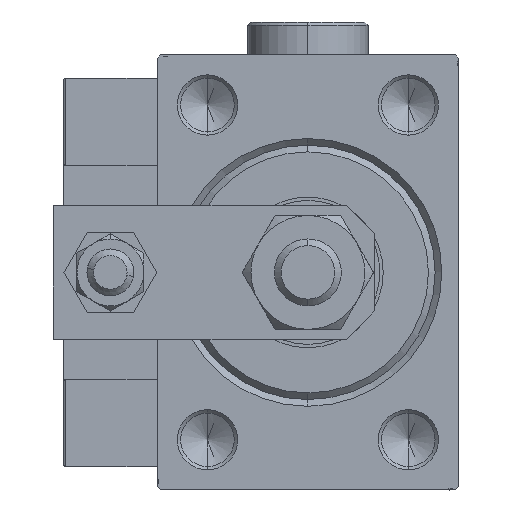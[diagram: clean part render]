
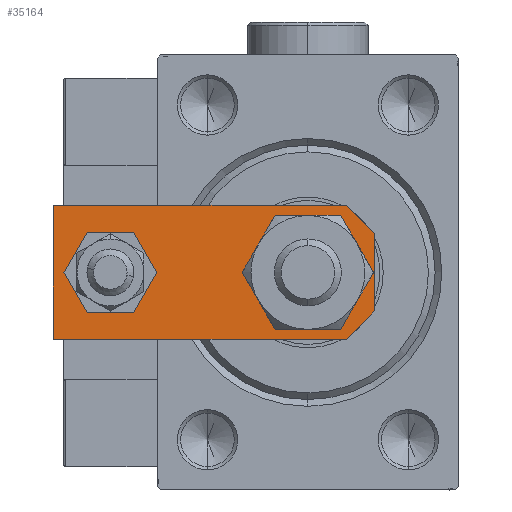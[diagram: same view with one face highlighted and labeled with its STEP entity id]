
A CAD part, left-side view. The second image highlights one B-rep face of the part: STEP entity #35164.
In plain terms, the highlighted face is planar.
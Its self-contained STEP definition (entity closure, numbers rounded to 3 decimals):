
#84 = VERTEX_POINT ( 'NONE', #51799 ) ;
#400 = VERTEX_POINT ( 'NONE', #22023 ) ;
#529 = EDGE_CURVE ( 'NONE', #40407, #34423, #27392, .T. ) ;
#1292 = CIRCLE ( 'NONE', #16217, 4. ) ;
#1665 = FACE_BOUND ( 'NONE', #25547, .T. ) ;
#3661 = VERTEX_POINT ( 'NONE', #36690 ) ;
#4133 = DIRECTION ( 'NONE',  ( 1., 0., 0. ) ) ;
#4975 = ORIENTED_EDGE ( 'NONE', *, *, #20765, .F. ) ;
#5028 = EDGE_CURVE ( 'NONE', #44039, #84, #40237, .T. ) ;
#5831 = DIRECTION ( 'NONE',  ( 1., 0., 0. ) ) ;
#5912 = VERTEX_POINT ( 'NONE', #14355 ) ;
#6197 = CIRCLE ( 'NONE', #7946, 4. ) ;
#7355 = LINE ( 'NONE', #41451, #47147 ) ;
#7696 = DIRECTION ( 'NONE',  ( 1., 0., 0. ) ) ;
#7946 = AXIS2_PLACEMENT_3D ( 'NONE', #30145, #13623, #43072 ) ;
#8082 = CIRCLE ( 'NONE', #37986, 7.25 ) ;
#8144 = CARTESIAN_POINT ( 'NONE',  ( 0., 0., 6. ) ) ;
#8699 = VECTOR ( 'NONE', #50448, 1000. ) ;
#9109 = CARTESIAN_POINT ( 'NONE',  ( -10., 48., 6. ) ) ;
#9368 = EDGE_CURVE ( 'NONE', #84, #24532, #11952, .T. ) ;
#10192 = FACE_OUTER_BOUND ( 'NONE', #22231, .T. ) ;
#11952 = LINE ( 'NONE', #53505, #8699 ) ;
#12546 = CIRCLE ( 'NONE', #52094, 7.25 ) ;
#13307 = LINE ( 'NONE', #25424, #51148 ) ;
#13623 = DIRECTION ( 'NONE',  ( 0., 0., 1. ) ) ;
#13648 = EDGE_CURVE ( 'NONE', #24532, #40407, #42627, .T. ) ;
#13988 = CARTESIAN_POINT ( 'NONE',  ( 5.76, 0., 6. ) ) ;
#14176 = VERTEX_POINT ( 'NONE', #39401 ) ;
#14355 = CARTESIAN_POINT ( 'NONE',  ( 10., 48., 6. ) ) ;
#14504 = ORIENTED_EDGE ( 'NONE', *, *, #30018, .F. ) ;
#15592 = VECTOR ( 'NONE', #37161, 1000. ) ;
#16217 = AXIS2_PLACEMENT_3D ( 'NONE', #22901, #39684, #5831 ) ;
#17974 = EDGE_LOOP ( 'NONE', ( #4975, #23403 ) ) ;
#18122 = VERTEX_POINT ( 'NONE', #28296 ) ;
#20195 = ORIENTED_EDGE ( 'NONE', *, *, #20643, .T. ) ;
#20631 = VECTOR ( 'NONE', #30699, 1000. ) ;
#20643 = EDGE_CURVE ( 'NONE', #34423, #5912, #13307, .T. ) ;
#20765 = EDGE_CURVE ( 'NONE', #400, #3661, #8082, .T. ) ;
#21722 = CARTESIAN_POINT ( 'NONE',  ( -10., 0., 6. ) ) ;
#21811 = CARTESIAN_POINT ( 'NONE',  ( 10., 4.24, 6. ) ) ;
#21900 = CARTESIAN_POINT ( 'NONE',  ( -5.76, 0., 6. ) ) ;
#21902 = VECTOR ( 'NONE', #30534, 1000. ) ;
#22023 = CARTESIAN_POINT ( 'NONE',  ( -7.25, 10., 6. ) ) ;
#22231 = EDGE_LOOP ( 'NONE', ( #34140, #45294, #24602, #43412, #20195, #25753 ) ) ;
#22901 = CARTESIAN_POINT ( 'NONE',  ( 0., 39.5, 6. ) ) ;
#23403 = ORIENTED_EDGE ( 'NONE', *, *, #26026, .F. ) ;
#24251 = CARTESIAN_POINT ( 'NONE',  ( -10., 48., 6. ) ) ;
#24532 = VERTEX_POINT ( 'NONE', #21900 ) ;
#24602 = ORIENTED_EDGE ( 'NONE', *, *, #13648, .T. ) ;
#25424 = CARTESIAN_POINT ( 'NONE',  ( 10., 0., 6. ) ) ;
#25547 = EDGE_LOOP ( 'NONE', ( #14504, #52836 ) ) ;
#25753 = ORIENTED_EDGE ( 'NONE', *, *, #36532, .T. ) ;
#26026 = EDGE_CURVE ( 'NONE', #3661, #400, #12546, .T. ) ;
#27392 = LINE ( 'NONE', #40036, #20631 ) ;
#28296 = CARTESIAN_POINT ( 'NONE',  ( -4., 39.5, 6. ) ) ;
#28650 = CARTESIAN_POINT ( 'NONE',  ( 0., 10., 6. ) ) ;
#29333 = DIRECTION ( 'NONE',  ( 0., 0., 1. ) ) ;
#29487 = AXIS2_PLACEMENT_3D ( 'NONE', #8144, #29333, #49712 ) ;
#30018 = EDGE_CURVE ( 'NONE', #18122, #14176, #1292, .T. ) ;
#30145 = CARTESIAN_POINT ( 'NONE',  ( 0., 39.5, 6. ) ) ;
#30534 = DIRECTION ( 'NONE',  ( 1., 0., 0. ) ) ;
#30699 = DIRECTION ( 'NONE',  ( 0.707, 0.707, 0. ) ) ;
#34140 = ORIENTED_EDGE ( 'NONE', *, *, #5028, .T. ) ;
#34423 = VERTEX_POINT ( 'NONE', #21811 ) ;
#35164 = ADVANCED_FACE ( 'NONE', ( #1665, #10192, #42262 ), #42539, .T. ) ;
#36532 = EDGE_CURVE ( 'NONE', #5912, #44039, #7355, .T. ) ;
#36690 = CARTESIAN_POINT ( 'NONE',  ( 7.25, 10., 6. ) ) ;
#37161 = DIRECTION ( 'NONE',  ( 0., -1., 0. ) ) ;
#37986 = AXIS2_PLACEMENT_3D ( 'NONE', #46477, #53637, #7696 ) ;
#38462 = EDGE_CURVE ( 'NONE', #14176, #18122, #6197, .T. ) ;
#39401 = CARTESIAN_POINT ( 'NONE',  ( 4., 39.5, 6. ) ) ;
#39684 = DIRECTION ( 'NONE',  ( 0., 0., 1. ) ) ;
#40036 = CARTESIAN_POINT ( 'NONE',  ( 2.88, -2.88, 6. ) ) ;
#40237 = LINE ( 'NONE', #24251, #15592 ) ;
#40407 = VERTEX_POINT ( 'NONE', #13988 ) ;
#41451 = CARTESIAN_POINT ( 'NONE',  ( 10., 48., 6. ) ) ;
#41826 = DIRECTION ( 'NONE',  ( 0., 0., 1. ) ) ;
#42196 = DIRECTION ( 'NONE',  ( 0., 1., 0. ) ) ;
#42262 = FACE_BOUND ( 'NONE', #17974, .T. ) ;
#42539 = PLANE ( 'NONE',  #29487 ) ;
#42627 = LINE ( 'NONE', #21722, #21902 ) ;
#43072 = DIRECTION ( 'NONE',  ( 1., 0., 0. ) ) ;
#43412 = ORIENTED_EDGE ( 'NONE', *, *, #529, .T. ) ;
#44039 = VERTEX_POINT ( 'NONE', #9109 ) ;
#45294 = ORIENTED_EDGE ( 'NONE', *, *, #9368, .T. ) ;
#46477 = CARTESIAN_POINT ( 'NONE',  ( 0., 10., 6. ) ) ;
#47147 = VECTOR ( 'NONE', #49462, 1000. ) ;
#49462 = DIRECTION ( 'NONE',  ( -1., 0., 0. ) ) ;
#49712 = DIRECTION ( 'NONE',  ( 1., 0., 0. ) ) ;
#50448 = DIRECTION ( 'NONE',  ( 0.707, -0.707, 0. ) ) ;
#51148 = VECTOR ( 'NONE', #42196, 1000. ) ;
#51799 = CARTESIAN_POINT ( 'NONE',  ( -10., 4.24, 6. ) ) ;
#52094 = AXIS2_PLACEMENT_3D ( 'NONE', #28650, #41826, #4133 ) ;
#52836 = ORIENTED_EDGE ( 'NONE', *, *, #38462, .F. ) ;
#53505 = CARTESIAN_POINT ( 'NONE',  ( -2.88, -2.88, 6. ) ) ;
#53637 = DIRECTION ( 'NONE',  ( 0., 0., 1. ) ) ;
